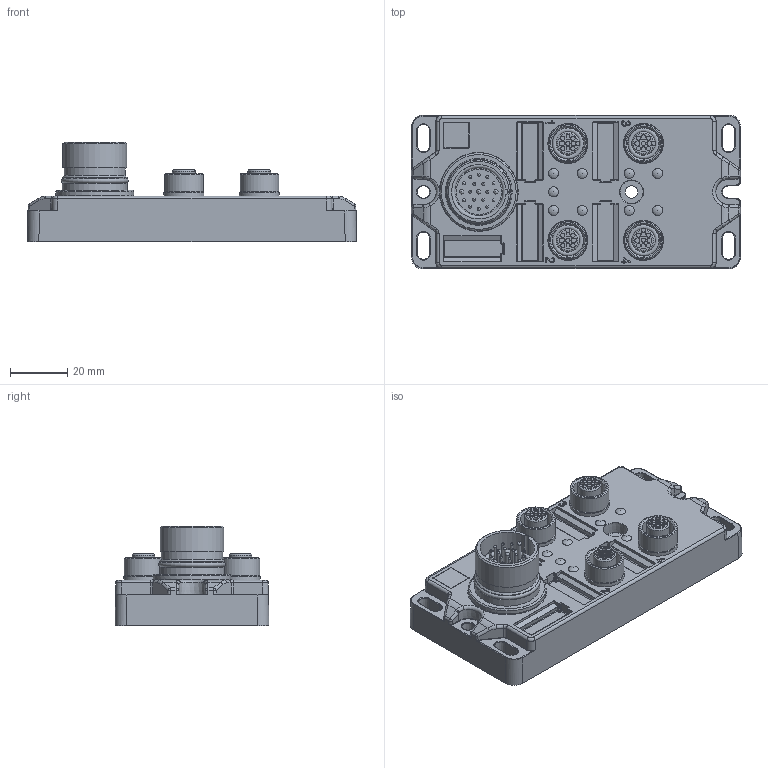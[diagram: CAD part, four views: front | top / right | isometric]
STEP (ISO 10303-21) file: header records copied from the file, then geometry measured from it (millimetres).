
FILE_DESCRIPTION(/* description */ (''),/* implementation_level */ '2;1');
FILE_NAME(/* name */ '5015841_4IOM12-5P3T_stp.stp',/* time_stamp */ '2017-01-26T15:14:14+01:00',/* author */ (''),/* organization */ (''),/* preprocessor_version */ 'ST-DEVELOPER v16',/* originating_system */ 'SIEMENS PLM Software NX 10.0',/* authorisation */ '');
FILE_SCHEMA (('AUTOMOTIVE_DESIGN { 1 0 10303 214 3 1 1 1 }'));
Length unit declared in the file: millimetre
Products named in the file (1): 8045895_BG_4xM12-5P3T
Bounding box: 115.4 x 53.96 x 34.9 mm (x, y, z)
Volume: 99047.1 mm3; surface area: 25378.4 mm2
Topology: 1 solids, 3 shells, 996 faces, 2389 edges, 1466 vertices
Faces by surface type: cylinder 428, plane 267, bspline 201, torus 32, cone 29, extrusion 22, sphere 17
Full cylindrical faces by diameter (mm): 1 x16, 1.5 x23, 4.36 x1, 11.1 x4, 13.6 x4, 14 x4, 15.9 x1, 20 x1, 21 x2, 21.5 x1, 22.35 x1, 22.8 x2
Entity records: 35370 total; most frequent: CARTESIAN_POINT 14351, ORIENTED_EDGE 4390, DIRECTION 4101, EDGE_CURVE 2195, AXIS2_PLACEMENT_3D 1586, VERTEX_POINT 1408, EDGE_LOOP 1215, ADVANCED_FACE 996
